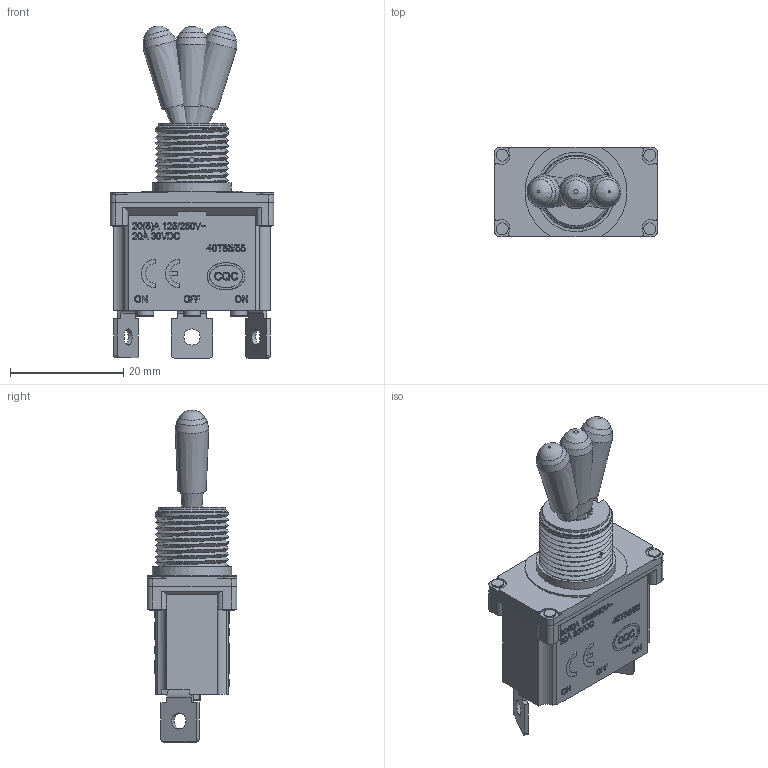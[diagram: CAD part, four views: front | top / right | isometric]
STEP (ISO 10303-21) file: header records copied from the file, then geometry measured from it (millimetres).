
FILE_DESCRIPTION(/* description */ ('Unknown'),/* implementation_level */ '2;1');
FILE_NAME(/* name */ 'SW_Wurth_WS-TOTV_472223010140',/* time_stamp */ '2025-06-26T17:19:05+08:00',/* author */ ('Unknown'),/* organization */ ('Unknown'),/* preprocessor_version */ 'ST-DEVELOPER v19.4',/* originating_system */ 'Solid Edge',/* authorisation */ 'Unknown');
FILE_SCHEMA (('AUTOMOTIVE_DESIGN {1 0 10303 214 3 1 1}'));
Products named in the file (2): SW_Wurth_WS-TOTV_472223010140
Assembly tree (1 placements, depth 2):
  SW_Wurth_WS-TOTV_472223010140
    SW_Wurth_WS-TOTV_472223010140
Bounding box: 28.8 x 15.8 x 58.52 mm (x, y, z)
Volume: 10026.2 mm3; surface area: 8424 mm2
Topology: 16 solids, 16 shells, 1174 faces, 2927 edges, 1947 vertices
Faces by surface type: plane 823, bspline 195, cylinder 154, cone 2
Full cylindrical faces by diameter (mm): 0.939 x1, 1 x1, 1.8 x4, 2 x15, 2.1 x8, 2.5 x8, 2.65 x1, 2.85 x3, 3 x3, 3.5 x2, 4 x2, 5.5 x1, 6 x2, 6.5 x1, 7 x2
Entity records: 55516 total; most frequent: CARTESIAN_POINT 24416, ORIENTED_EDGE 5624, DIRECTION 3875, EDGE_CURVE 2812, VERTEX_POINT 1930, EDGE_LOOP 1466, FACE_BOUND 1466, AXIS2_PLACEMENT_3D 1327
